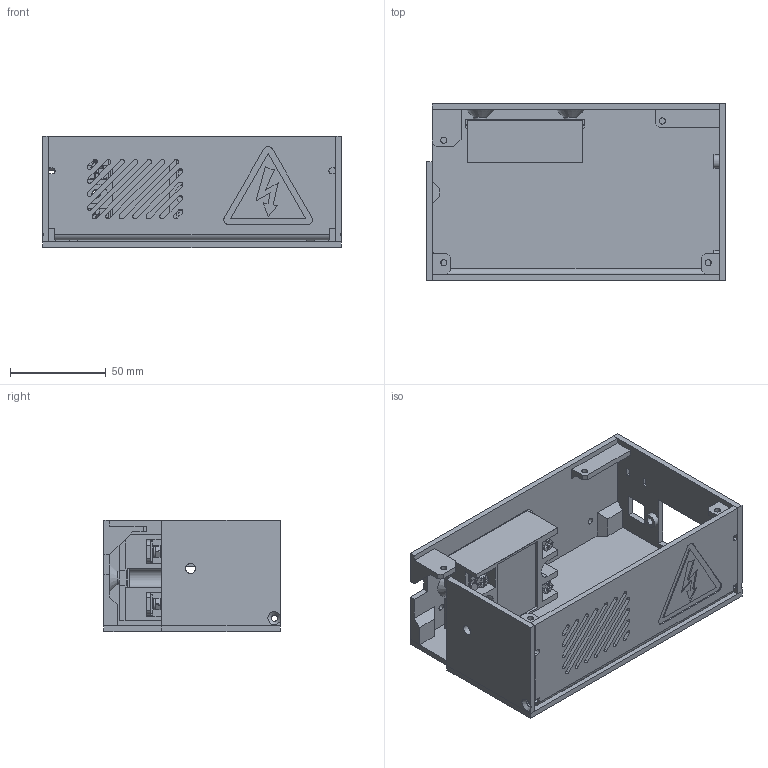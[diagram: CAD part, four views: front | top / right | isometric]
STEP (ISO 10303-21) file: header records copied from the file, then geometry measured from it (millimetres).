
FILE_DESCRIPTION(/* description */ (''),/* implementation_level */ '2;1');
FILE_NAME(/* name */ 'ssr_enclosure.step',/* time_stamp */ '2022-06-08T09:32:19+02:00',/* author */ (''),/* organization */ (''),/* preprocessor_version */ 'ST-DEVELOPER v18.1',/* originating_system */ 'Autodesk Translation Framework v10.14.0.1471',/* authorisation */ '');
FILE_SCHEMA (('AUTOMOTIVE_DESIGN { 1 0 10303 214 3 1 1 }'));
Length unit declared in the file: millimetre
Products named in the file (13): ssr_enclosure; SSR-40 DA; SSR-40 DA_1; SSR-40 DA BOTTOM; SSR-40 DA TOP; SSR-40 DA Large P W S; SSR-40 DA Large P W S_1; SSR-40 DA Big Plate; SSR-40 DA Small P W S; SSR-40 DA Small P W S_1; SSR-40 DA Screw; SSR-40 DA Lock Washer; SSR-40 DA Small Plate
Assembly tree (20 placements, depth 5):
  ssr_enclosure
    SSR-40 DA
      SSR-40 DA_1
        SSR-40 DA BOTTOM
        SSR-40 DA TOP
        SSR-40 DA Large P W S
          SSR-40 DA Screw
          SSR-40 DA Big Plate
          SSR-40 DA Lock Washer
        SSR-40 DA Large P W S_1
          SSR-40 DA Screw
          SSR-40 DA Big Plate
          SSR-40 DA Lock Washer
        SSR-40 DA Small P W S
          SSR-40 DA Screw
          SSR-40 DA Lock Washer
          SSR-40 DA Small Plate
        SSR-40 DA Small P W S_1
          SSR-40 DA Screw
          SSR-40 DA Lock Washer
          SSR-40 DA Small Plate
Bounding box: 156 x 92 x 58 mm (x, y, z)
Volume: 140806.4 mm3; surface area: 113113.6 mm2
Topology: 19 solids, 19 shells, 868 faces, 2278 edges, 1465 vertices
Faces by surface type: plane 559, cylinder 211, cone 43, torus 42, bspline 8, sphere 5
Full cylindrical faces by diameter (mm): 3.2 x17, 3.607 x4, 3.81 x4, 3.937 x8, 4 x13, 4.521 x1, 5.2 x1, 5.969 x4, 7 x4, 8.687 x2
Entity records: 18716 total; most frequent: CARTESIAN_POINT 3553, DIRECTION 3083, ORIENTED_EDGE 3058, EDGE_CURVE 1529, LINE 1169, VECTOR 1169, VERTEX_POINT 991, AXIS2_PLACEMENT_3D 957
